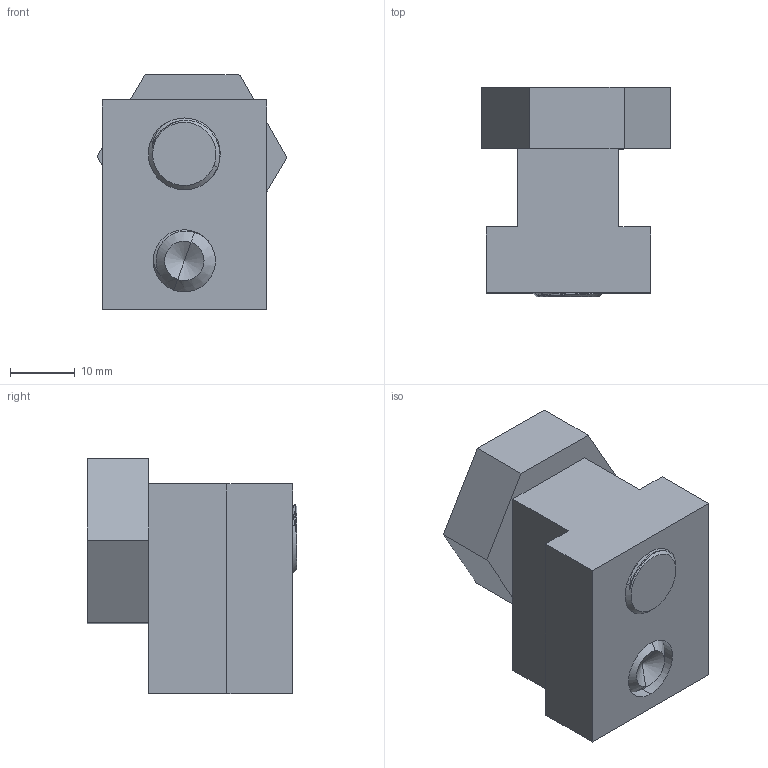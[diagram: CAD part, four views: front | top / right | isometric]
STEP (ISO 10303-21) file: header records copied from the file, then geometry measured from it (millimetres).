
FILE_DESCRIPTION (( 'STEP AP203' ), '1' );
FILE_NAME ('10424.STEP', '2021-05-14T18:24:49', ( '' ), ( '' ), 'SwSTEP 2.0', 'SolidWorks 2021', '' );
FILE_SCHEMA (( 'CONFIG_CONTROL_DESIGN' ));
Length unit declared in the file: inch
Products named in the file (5): 107181_107181; 10373_10373; 10588_10588; 10424; 7161478 SSS_7161478 SSS
Assembly tree (4 placements, depth 2):
  10424
    107181_107181
    10373_10373
    10588_10588
    7161478 SSS_7161478 SSS
Bounding box: 29.33 x 32.38 x 36.36 mm (x, y, z)
Volume: 19060.2 mm3; surface area: 10886.6 mm2
Topology: 4 solids, 4 shells, 139 faces, 347 edges, 216 vertices
Faces by surface type: cylinder 57, plane 42, cone 32, bspline 6, sphere 2
Entity records: 9955 total; most frequent: CARTESIAN_POINT 6481, ORIENTED_EDGE 686, DIRECTION 544, EDGE_CURVE 343, VERTEX_POINT 216, AXIS2_PLACEMENT_3D 199, EDGE_LOOP 149, VECTOR 146
